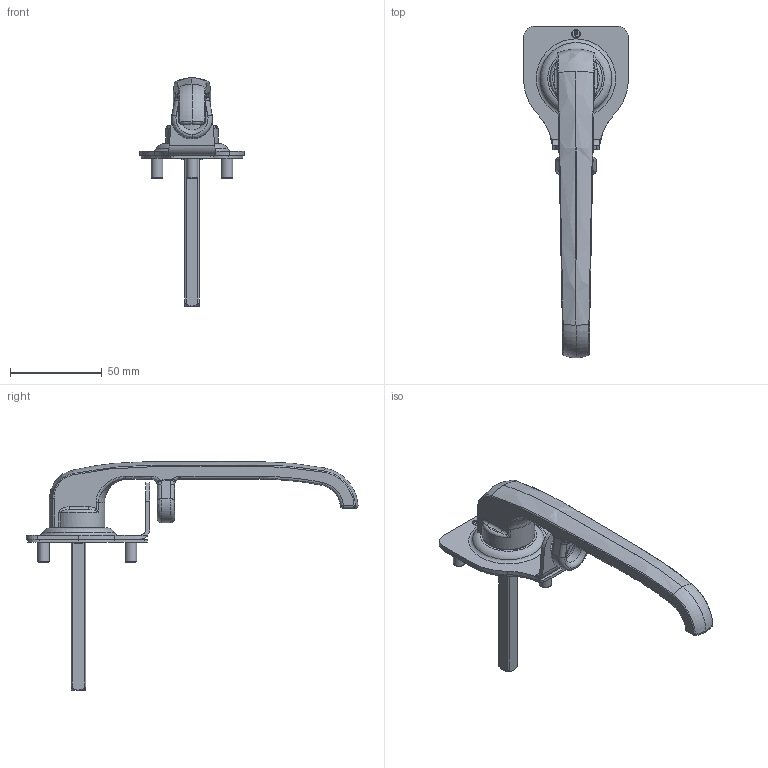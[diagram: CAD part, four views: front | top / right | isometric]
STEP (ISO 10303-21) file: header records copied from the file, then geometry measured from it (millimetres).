
FILE_DESCRIPTION((''),'2;1');
FILE_NAME('47-5655-SSX.stp','2012-09-07T14:08:19',('fredp'),(''),'Autodesk Inventor 2012','Autodesk Inventor 2012','');
FILE_SCHEMA(('AUTOMOTIVE_DESIGN { 1 0 10303 214 1 1 1 1 }'));
Length unit declared in the file: inch
Products named in the file (1): 47-5655-SSX
Bounding box: 57.15 x 180.97 x 124.61 mm (x, y, z)
Surface area: 33731.1 mm2 (no closed solid volume)
Topology: 0 solids, 9 shells, 229 faces, 534 edges, 327 vertices
Faces by surface type: plane 86, cylinder 64, bspline 55, torus 13, cone 5, sphere 4, revolution 2
Full cylindrical faces by diameter (mm): 0.843 x3, 3.962 x3, 4.318 x1, 4.826 x1, 6.35 x3, 8.001 x3, 12.7 x2, 14.288 x1, 14.605 x2, 17.475 x1, 19.05 x1, 19.876 x1, 28.448 x1
Entity records: 9098 total; most frequent: CARTESIAN_POINT 4166, ORIENTED_EDGE 972, DIRECTION 860, EDGE_CURVE 486, AXIS2_PLACEMENT_3D 347, VERTEX_POINT 321, EDGE_LOOP 293, FACE_OUTER_BOUND 229
